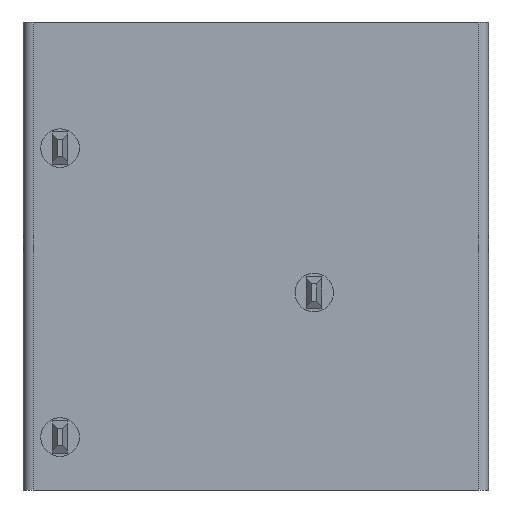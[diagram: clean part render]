
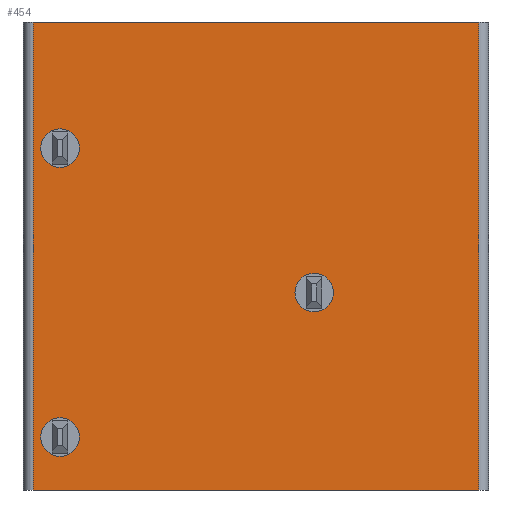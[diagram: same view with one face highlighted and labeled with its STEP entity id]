
A CAD part, front view. The second image highlights one B-rep face of the part: STEP entity #454.
In plain terms, the highlighted planar face has unit normal (0, -1, 0).
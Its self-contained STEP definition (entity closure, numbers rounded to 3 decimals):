
#454=ADVANCED_FACE('',(#987,#988,#989,#990),#991,.T.);
#987=FACE_OUTER_BOUND('',#1590,.T.);
#988=FACE_BOUND('',#1591,.T.);
#989=FACE_BOUND('',#1592,.T.);
#990=FACE_BOUND('',#1593,.T.);
#991=PLANE('',#1594);
#1590=EDGE_LOOP('',(#2956,#2957,#2958,#2959));
#1591=EDGE_LOOP('',(#2960,#2961));
#1592=EDGE_LOOP('',(#2962,#2963));
#1593=EDGE_LOOP('',(#2964,#2965));
#1594=AXIS2_PLACEMENT_3D('',#2966,#2967,#2968);
#2956=ORIENTED_EDGE('',*,*,#3645,.T.);
#2957=ORIENTED_EDGE('',*,*,#3662,.F.);
#2958=ORIENTED_EDGE('',*,*,#4137,.T.);
#2959=ORIENTED_EDGE('',*,*,#4126,.F.);
#2960=ORIENTED_EDGE('',*,*,#4138,.F.);
#2961=ORIENTED_EDGE('',*,*,#4139,.F.);
#2962=ORIENTED_EDGE('',*,*,#4078,.F.);
#2963=ORIENTED_EDGE('',*,*,#4140,.F.);
#2964=ORIENTED_EDGE('',*,*,#4141,.F.);
#2965=ORIENTED_EDGE('',*,*,#4142,.F.);
#2966=CARTESIAN_POINT('',(174.678,134.255,298.11));
#2967=DIRECTION('',(0.,-1.0,0.));
#2968=DIRECTION('',(0.0,0.,-1.0));
#3645=EDGE_CURVE('',#4369,#4367,#4370,.T.);
#3662=EDGE_CURVE('',#4399,#4367,#4400,.T.);
#4078=EDGE_CURVE('',#5041,#5043,#5044,.T.);
#4126=EDGE_CURVE('',#4369,#5106,#5107,.T.);
#4137=EDGE_CURVE('',#4399,#5106,#5120,.T.);
#4138=EDGE_CURVE('',#5121,#5122,#5123,.T.);
#4139=EDGE_CURVE('',#5122,#5121,#5124,.T.);
#4140=EDGE_CURVE('',#5043,#5041,#5125,.T.);
#4141=EDGE_CURVE('',#5126,#5127,#5128,.T.);
#4142=EDGE_CURVE('',#5127,#5126,#5129,.T.);
#4367=VERTEX_POINT('',#5429);
#4369=VERTEX_POINT('',#5431);
#4370=LINE('',#5432,#5433);
#4399=VERTEX_POINT('',#5470);
#4400=LINE('',#5471,#5472);
#5041=VERTEX_POINT('',#7127);
#5043=VERTEX_POINT('',#7130);
#5044=CIRCLE('',#7131,1.0);
#5106=VERTEX_POINT('',#7222);
#5107=LINE('',#7223,#7224);
#5120=LINE('',#7239,#7240);
#5121=VERTEX_POINT('',#7241);
#5122=VERTEX_POINT('',#7242);
#5123=CIRCLE('',#7243,1.0);
#5124=CIRCLE('',#7244,1.0);
#5125=CIRCLE('',#7245,1.0);
#5126=VERTEX_POINT('',#7246);
#5127=VERTEX_POINT('',#7247);
#5128=CIRCLE('',#7248,1.0);
#5129=CIRCLE('',#7249,1.0);
#5429=CARTESIAN_POINT('',(183.238,134.255,313.11));
#5431=CARTESIAN_POINT('',(183.238,134.255,288.81));
#5432=CARTESIAN_POINT('',(183.238,134.255,298.11));
#5433=VECTOR('',#7978,1.0);
#5470=CARTESIAN_POINT('',(160.088,134.255,313.11));
#5471=CARTESIAN_POINT('',(159.05,134.255,313.11));
#5472=VECTOR('',#8002,1.0);
#7127=CARTESIAN_POINT('',(162.488,134.255,306.56));
#7130=CARTESIAN_POINT('',(160.488,134.255,306.56));
#7131=AXIS2_PLACEMENT_3D('',#8541,#8542,#8543);
#7222=CARTESIAN_POINT('',(160.088,134.255,288.81));
#7223=CARTESIAN_POINT('',(159.05,134.255,288.81));
#7224=VECTOR('',#8579,1.0);
#7239=CARTESIAN_POINT('',(160.088,134.255,290.61));
#7240=VECTOR('',#8597,1.0);
#7241=CARTESIAN_POINT('',(173.688,134.255,299.06));
#7242=CARTESIAN_POINT('',(175.688,134.255,299.06));
#7243=AXIS2_PLACEMENT_3D('',#8598,#8599,#8600);
#7244=AXIS2_PLACEMENT_3D('',#8601,#8602,#8603);
#7245=AXIS2_PLACEMENT_3D('',#8604,#8605,#8606);
#7246=CARTESIAN_POINT('',(162.488,134.255,291.56));
#7247=CARTESIAN_POINT('',(160.488,134.255,291.56));
#7248=AXIS2_PLACEMENT_3D('',#8607,#8608,#8609);
#7249=AXIS2_PLACEMENT_3D('',#8610,#8611,#8612);
#7978=DIRECTION('',(0.0,0.,1.0));
#8002=DIRECTION('',(1.0,0.,0.0));
#8541=CARTESIAN_POINT('',(161.488,134.255,306.56));
#8542=DIRECTION('',(0.,-1.0,0.));
#8543=DIRECTION('',(-1.0,0.,0.));
#8579=DIRECTION('',(-1.0,0.,0.));
#8597=DIRECTION('',(0.0,0.,-1.0));
#8598=CARTESIAN_POINT('',(174.688,134.255,299.06));
#8599=DIRECTION('',(0.,-1.0,0.));
#8600=DIRECTION('',(1.0,0.,0.));
#8601=CARTESIAN_POINT('',(174.688,134.255,299.06));
#8602=DIRECTION('',(0.,-1.0,0.));
#8603=DIRECTION('',(1.0,0.,0.));
#8604=CARTESIAN_POINT('',(161.488,134.255,306.56));
#8605=DIRECTION('',(0.,-1.0,0.));
#8606=DIRECTION('',(-1.0,0.,0.));
#8607=CARTESIAN_POINT('',(161.488,134.255,291.56));
#8608=DIRECTION('',(0.,-1.0,0.));
#8609=DIRECTION('',(-1.0,0.,0.));
#8610=CARTESIAN_POINT('',(161.488,134.255,291.56));
#8611=DIRECTION('',(0.,-1.0,0.));
#8612=DIRECTION('',(-1.0,0.,0.));
